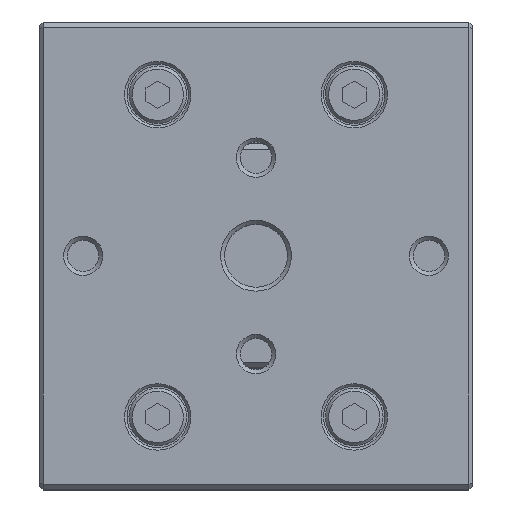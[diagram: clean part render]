
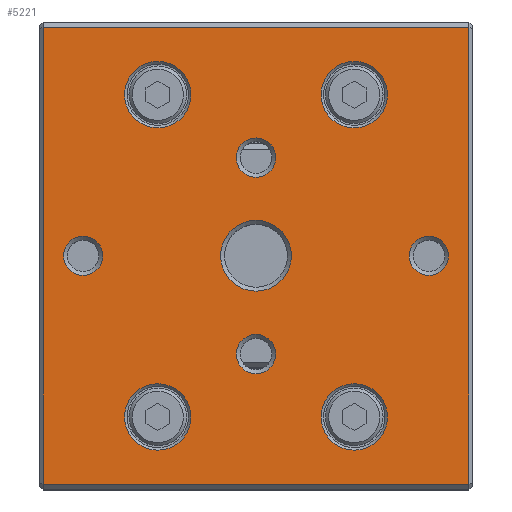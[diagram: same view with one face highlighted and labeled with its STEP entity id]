
A CAD part, top view. The second image highlights one B-rep face of the part: STEP entity #5221.
In plain terms, the highlighted planar face has unit normal (0, 0, 1).
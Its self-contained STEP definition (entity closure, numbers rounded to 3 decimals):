
#4782=FACE_BOUND('',#7614,.T.);
#4783=FACE_BOUND('',#7615,.T.);
#4784=FACE_BOUND('',#7616,.T.);
#4785=FACE_BOUND('',#7617,.T.);
#4786=FACE_BOUND('',#7618,.T.);
#4787=FACE_BOUND('',#7619,.T.);
#4788=FACE_BOUND('',#7620,.T.);
#4789=FACE_BOUND('',#7621,.T.);
#4790=FACE_BOUND('',#7622,.T.);
#4791=FACE_BOUND('',#7623,.T.);
#5002=CIRCLE('',#19953,4.5);
#5003=CIRCLE('',#19954,2.5);
#5004=CIRCLE('',#19955,2.5);
#5005=CIRCLE('',#19956,2.5);
#5006=CIRCLE('',#19957,2.5);
#5007=CIRCLE('',#19958,4.225);
#5008=CIRCLE('',#19959,4.225);
#5009=CIRCLE('',#19960,4.225);
#5010=CIRCLE('',#19961,4.225);
#5221=ADVANCED_FACE('',(#4782,#4783,#4784,#4785,#4786,#4787,#4788,#4789,
#4790,#4791),#6071,.F.);
#6071=PLANE('',#19962);
#7614=EDGE_LOOP('',(#9528));
#7615=EDGE_LOOP('',(#9529));
#7616=EDGE_LOOP('',(#9530));
#7617=EDGE_LOOP('',(#9531));
#7618=EDGE_LOOP('',(#9532));
#7619=EDGE_LOOP('',(#9533));
#7620=EDGE_LOOP('',(#9534));
#7621=EDGE_LOOP('',(#9535));
#7622=EDGE_LOOP('',(#9536));
#7623=EDGE_LOOP('',(#9537,#9538,#9539,#9540));
#9528=ORIENTED_EDGE('',*,*,#14991,.T.);
#9529=ORIENTED_EDGE('',*,*,#14992,.F.);
#9530=ORIENTED_EDGE('',*,*,#14993,.T.);
#9531=ORIENTED_EDGE('',*,*,#14994,.T.);
#9532=ORIENTED_EDGE('',*,*,#14995,.T.);
#9533=ORIENTED_EDGE('',*,*,#14996,.T.);
#9534=ORIENTED_EDGE('',*,*,#14997,.T.);
#9535=ORIENTED_EDGE('',*,*,#14998,.T.);
#9536=ORIENTED_EDGE('',*,*,#14999,.T.);
#9537=ORIENTED_EDGE('',*,*,#15000,.T.);
#9538=ORIENTED_EDGE('',*,*,#15001,.T.);
#9539=ORIENTED_EDGE('',*,*,#15002,.T.);
#9540=ORIENTED_EDGE('',*,*,#15003,.T.);
#13430=VERTEX_POINT('',#26004);
#13431=VERTEX_POINT('',#26006);
#13432=VERTEX_POINT('',#26008);
#13433=VERTEX_POINT('',#26010);
#13434=VERTEX_POINT('',#26012);
#13435=VERTEX_POINT('',#26014);
#13436=VERTEX_POINT('',#26016);
#13437=VERTEX_POINT('',#26018);
#13438=VERTEX_POINT('',#26020);
#13439=VERTEX_POINT('',#26022);
#13440=VERTEX_POINT('',#26023);
#13441=VERTEX_POINT('',#26025);
#13442=VERTEX_POINT('',#26027);
#14991=EDGE_CURVE('',#13430,#13430,#5002,.T.);
#14992=EDGE_CURVE('',#13431,#13431,#5003,.T.);
#14993=EDGE_CURVE('',#13432,#13432,#5004,.T.);
#14994=EDGE_CURVE('',#13433,#13433,#5005,.T.);
#14995=EDGE_CURVE('',#13434,#13434,#5006,.T.);
#14996=EDGE_CURVE('',#13435,#13435,#5007,.T.);
#14997=EDGE_CURVE('',#13436,#13436,#5008,.T.);
#14998=EDGE_CURVE('',#13437,#13437,#5009,.T.);
#14999=EDGE_CURVE('',#13438,#13438,#5010,.T.);
#15000=EDGE_CURVE('',#13439,#13440,#16940,.T.);
#15001=EDGE_CURVE('',#13440,#13441,#16941,.T.);
#15002=EDGE_CURVE('',#13441,#13442,#16942,.T.);
#15003=EDGE_CURVE('',#13442,#13439,#16943,.T.);
#16940=LINE('',#26021,#18620);
#16941=LINE('',#26024,#18621);
#16942=LINE('',#26026,#18622);
#16943=LINE('',#26028,#18623);
#18620=VECTOR('',#21594,1.);
#18621=VECTOR('',#21595,1.);
#18622=VECTOR('',#21596,1.);
#18623=VECTOR('',#21597,1.);
#19953=AXIS2_PLACEMENT_3D('',#26003,#21576,#21577);
#19954=AXIS2_PLACEMENT_3D('',#26005,#21578,#21579);
#19955=AXIS2_PLACEMENT_3D('',#26007,#21580,#21581);
#19956=AXIS2_PLACEMENT_3D('',#26009,#21582,#21583);
#19957=AXIS2_PLACEMENT_3D('',#26011,#21584,#21585);
#19958=AXIS2_PLACEMENT_3D('',#26013,#21586,#21587);
#19959=AXIS2_PLACEMENT_3D('',#26015,#21588,#21589);
#19960=AXIS2_PLACEMENT_3D('',#26017,#21590,#21591);
#19961=AXIS2_PLACEMENT_3D('',#26019,#21592,#21593);
#19962=AXIS2_PLACEMENT_3D('',#26029,#21598,#21599);
#21576=DIRECTION('',(0.,0.,-1.));
#21577=DIRECTION('',(-1.,0.,0.));
#21578=DIRECTION('',(0.,0.,1.));
#21579=DIRECTION('',(1.,0.,0.));
#21580=DIRECTION('',(0.,0.,-1.));
#21581=DIRECTION('',(-1.,0.,0.));
#21582=DIRECTION('',(0.,0.,-1.));
#21583=DIRECTION('',(-1.,0.,0.));
#21584=DIRECTION('',(0.,0.,-1.));
#21585=DIRECTION('',(-1.,0.,0.));
#21586=DIRECTION('',(0.,0.,-1.));
#21587=DIRECTION('',(-1.,0.,0.));
#21588=DIRECTION('',(0.,0.,-1.));
#21589=DIRECTION('',(-1.,0.,0.));
#21590=DIRECTION('',(0.,0.,-1.));
#21591=DIRECTION('',(-1.,0.,0.));
#21592=DIRECTION('',(0.,0.,-1.));
#21593=DIRECTION('',(-1.,0.,0.));
#21594=DIRECTION('',(1.,0.,0.));
#21595=DIRECTION('',(0.,1.,0.));
#21596=DIRECTION('',(-1.,0.,0.));
#21597=DIRECTION('',(0.,-1.,0.));
#21598=DIRECTION('',(0.,0.,-1.));
#21599=DIRECTION('',(1.,0.,0.));
#26003=CARTESIAN_POINT('',(107.5,29.75,28.));
#26004=CARTESIAN_POINT('',(103.,29.75,28.));
#26005=CARTESIAN_POINT('',(129.5,29.75,28.));
#26006=CARTESIAN_POINT('',(132.,29.75,28.));
#26007=CARTESIAN_POINT('',(85.5,29.75,28.));
#26008=CARTESIAN_POINT('',(83.,29.75,28.));
#26009=CARTESIAN_POINT('',(107.5,17.25,28.));
#26010=CARTESIAN_POINT('',(105.,17.25,28.));
#26011=CARTESIAN_POINT('',(107.5,42.25,28.));
#26012=CARTESIAN_POINT('',(105.,42.25,28.));
#26013=CARTESIAN_POINT('',(120.,9.25,28.));
#26014=CARTESIAN_POINT('',(115.775,9.25,28.));
#26015=CARTESIAN_POINT('',(120.,50.25,28.));
#26016=CARTESIAN_POINT('',(115.775,50.25,28.));
#26017=CARTESIAN_POINT('',(95.,9.25,28.));
#26018=CARTESIAN_POINT('',(90.775,9.25,28.));
#26019=CARTESIAN_POINT('',(95.,50.25,28.));
#26020=CARTESIAN_POINT('',(90.775,50.25,28.));
#26021=CARTESIAN_POINT('',(135.,0.7,28.));
#26022=CARTESIAN_POINT('',(80.4,0.7,28.));
#26023=CARTESIAN_POINT('',(134.6,0.7,28.));
#26024=CARTESIAN_POINT('',(134.6,59.5,28.));
#26025=CARTESIAN_POINT('',(134.6,58.8,28.));
#26026=CARTESIAN_POINT('',(135.,58.8,28.));
#26027=CARTESIAN_POINT('',(80.4,58.8,28.));
#26028=CARTESIAN_POINT('',(80.4,0.7,28.));
#26029=CARTESIAN_POINT('',(135.,59.5,28.));
